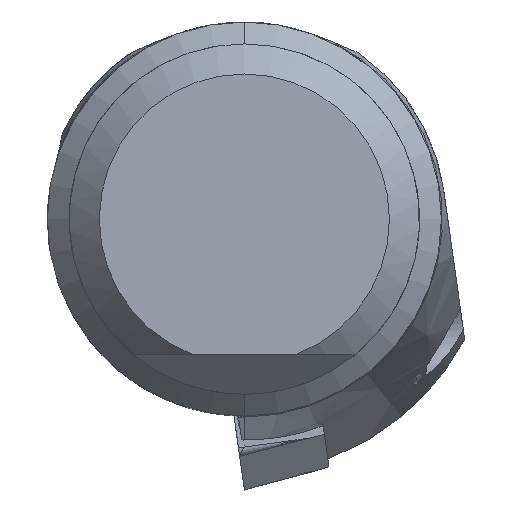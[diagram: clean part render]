
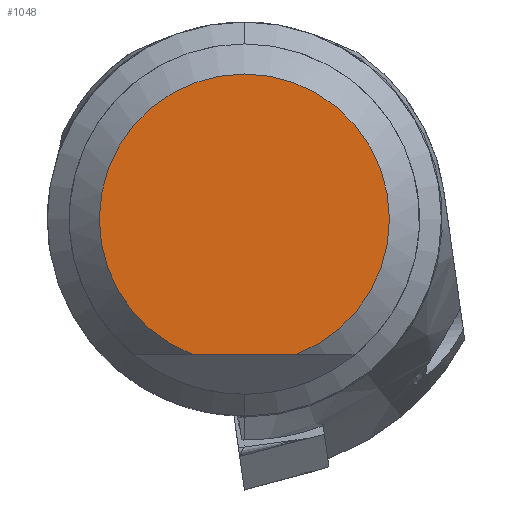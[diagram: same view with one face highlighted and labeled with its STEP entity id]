
A CAD part, left-side view. The second image highlights one B-rep face of the part: STEP entity #1048.
In plain terms, the highlighted planar face has unit normal (-1, 0, 0).
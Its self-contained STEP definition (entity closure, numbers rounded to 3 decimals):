
#56 = CIRCLE ( 'NONE', #4089, 6.625 ) ;
#352 = FACE_OUTER_BOUND ( 'NONE', #973, .T. ) ;
#417 = VERTEX_POINT ( 'NONE', #3806 ) ;
#590 = DIRECTION ( 'NONE',  ( 0., 0., 1. ) ) ;
#689 = CARTESIAN_POINT ( 'NONE',  ( 0., -11.75, -6.2 ) ) ;
#973 = EDGE_LOOP ( 'NONE', ( #2501, #2220 ) ) ;
#1021 = CARTESIAN_POINT ( 'NONE',  ( 0., 2.335, -6.2 ) ) ;
#1048 = ADVANCED_FACE ( 'NONE', ( #352 ), #4071, .F. ) ;
#1350 = DIRECTION ( 'NONE',  ( 0., 0., -1. ) ) ;
#1465 = VERTEX_POINT ( 'NONE', #1021 ) ;
#1861 = CARTESIAN_POINT ( 'NONE',  ( 0., 0., 0. ) ) ;
#2054 = DIRECTION ( 'NONE',  ( 0., 1., 0. ) ) ;
#2220 = ORIENTED_EDGE ( 'NONE', *, *, #3399, .F. ) ;
#2501 = ORIENTED_EDGE ( 'NONE', *, *, #4011, .T. ) ;
#3120 = LINE ( 'NONE', #689, #3250 ) ;
#3217 = DIRECTION ( 'NONE',  ( -1., 0., 0. ) ) ;
#3250 = VECTOR ( 'NONE', #2054, 1000. ) ;
#3351 = CARTESIAN_POINT ( 'NONE',  ( 0., 0., 0. ) ) ;
#3399 = EDGE_CURVE ( 'NONE', #417, #1465, #3120, .T. ) ;
#3806 = CARTESIAN_POINT ( 'NONE',  ( 0., -2.335, -6.2 ) ) ;
#4011 = EDGE_CURVE ( 'NONE', #417, #1465, #56, .T. ) ;
#4071 = PLANE ( 'NONE',  #4211 ) ;
#4089 = AXIS2_PLACEMENT_3D ( 'NONE', #1861, #3217, #590 ) ;
#4211 = AXIS2_PLACEMENT_3D ( 'NONE', #3351, #4353, #1350 ) ;
#4353 = DIRECTION ( 'NONE',  ( 1., 0., 0. ) ) ;
